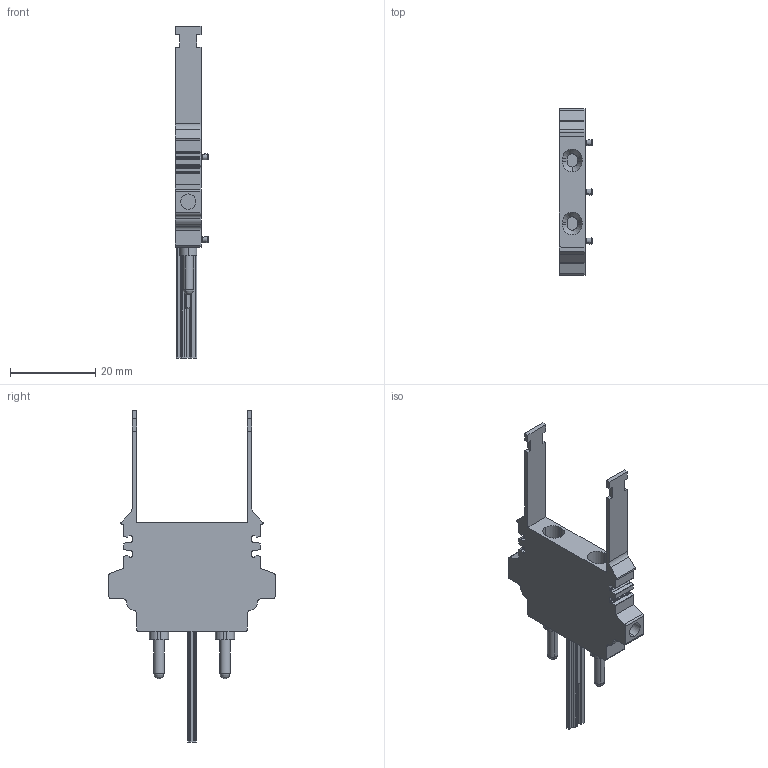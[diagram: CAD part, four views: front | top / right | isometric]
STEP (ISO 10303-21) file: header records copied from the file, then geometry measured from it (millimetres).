
FILE_DESCRIPTION(('CATIA V5R20 STEP214'),'2;1');
FILE_NAME ('6056161_4', '2014-10-29T13:38:45+00:00', ('Weidmueller Interface'), ('Weidmueller'), 'CATIA Version 5 Release 20 SP 5 (IN-10)', 'CATIA V5 STEP AP214', 'none');
FILE_SCHEMA(('AUTOMOTIVE_DESIGN { 1 0 10303 214 1 1 1 1 }'));
Length unit declared in the file: millimetre
Products named in the file (1): 1915520000_WTA_8_TN-KO-ZA
Bounding box: 7.77 x 39 x 77.9 mm (x, y, z)
Volume: 5153.9 mm3; surface area: 4129.1 mm2
Topology: 3 solids, 3 shells, 279 faces, 780 edges, 516 vertices
Faces by surface type: plane 139, cylinder 71, extrusion 36, cone 17, torus 12, revolution 4
Entity records: 9184 total; most frequent: CARTESIAN_POINT 2467, ORIENTED_EDGE 1560, DIRECTION 1048, EDGE_CURVE 780, VECTOR 524, VERTEX_POINT 516, LINE 488, AXIS2_PLACEMENT_3D 362
